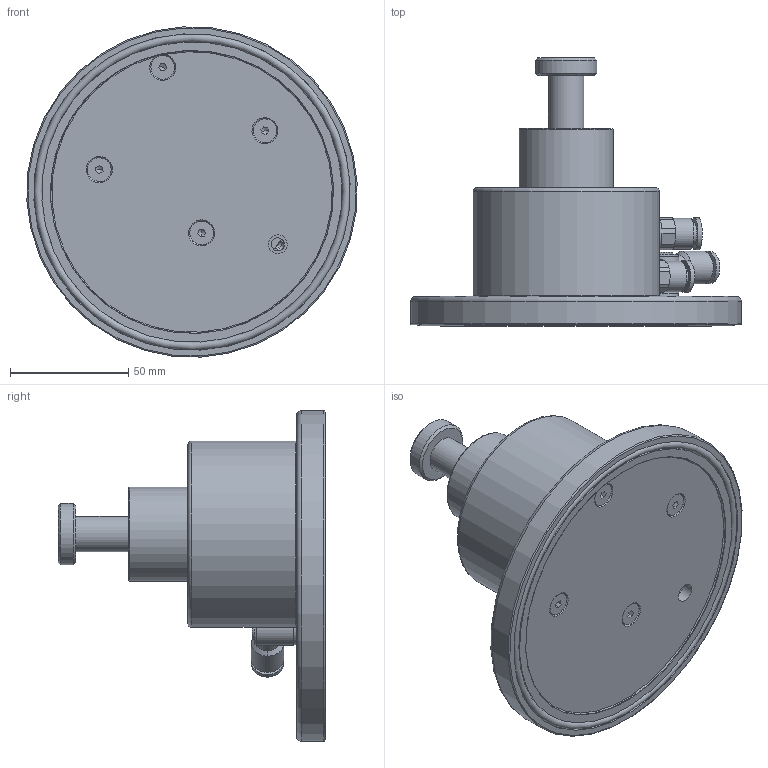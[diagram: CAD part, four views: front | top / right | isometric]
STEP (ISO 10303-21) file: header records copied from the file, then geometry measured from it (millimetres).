
FILE_DESCRIPTION(/* description */ ('Alibre Inc.'),/* implementation_level */ '2;1');
FILE_NAME(/* name */ 'export-3C3BF31A-7158-4A7A-8C39-C5DCA17E4D11',/* time_stamp */ '2020-07-14T17:09:18+02:00',/* author */ (''),/* organization */ (''),/* preprocessor_version */ 'ST-DEVELOPER v17',/* originating_system */ 'Alibre',/* authorisation */ '');
FILE_SCHEMA (('AUTOMOTIVE_DESIGN'));
Length unit declared in the file: centimetre
Products named in the file (11): _2L01009; _2020006; screw_din_7991-m5x20-8_8; screw_din_7991-m6x20-8_8
Bounding box: 139.78 x 113.4 x 139.78 mm (x, y, z)
Volume: 379479 mm3; surface area: 107407.4 mm2
Topology: 15 solids, 17 shells, 676 faces, 1658 edges, 1075 vertices
Faces by surface type: plane 277, bspline 180, cylinder 107, cone 73, torus 39
Full cylindrical faces by diameter (mm): 2 x3, 3 x1, 4 x1, 4.1 x4, 4.5 x1, 5.2 x6, 5.5 x1, 8 x4, 8.2 x2, 8.566 x1, 8.8 x2, 9.2 x2, 9.3 x1, 9.4 x1, 9.728 x3, 12 x3, 12.4 x1, 13 x2, 13.6 x3, 13.8 x1, 14 x4, 14.2 x2, 15 x2, 15.5 x1, 24 x1, 25 x1, 26 x1, 26.1 x1, 39.8 x1, 40 x2
Entity records: 17178 total; most frequent: CARTESIAN_POINT 4986, ORIENTED_EDGE 2602, DIRECTION 1707, EDGE_CURVE 1299, VERTEX_POINT 904, FACE_BOUND 745, EDGE_LOOP 742, AXIS2_PLACEMENT_3D 664
